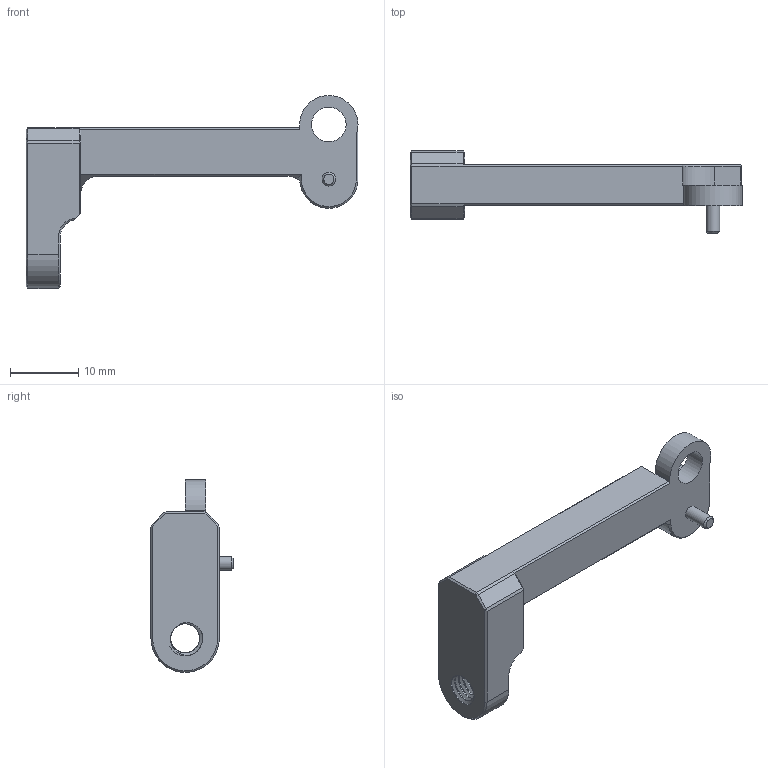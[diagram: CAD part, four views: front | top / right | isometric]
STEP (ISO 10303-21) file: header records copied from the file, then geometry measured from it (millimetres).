
FILE_DESCRIPTION(/* description */ (''),/* implementation_level */ '2;1');
FILE_NAME(/* name */ 'Ohlins TTX Linear Potentiometer Bracket.step',/* time_stamp */ '2020-09-16T20:40:13-07:00',/* author */ (''),/* organization */ (''),/* preprocessor_version */ 'ST-DEVELOPER v18.1',/* originating_system */ 'Autodesk Translation Framework v9.3.0.1241',/* authorisation */ '');
FILE_SCHEMA (('AUTOMOTIVE_DESIGN { 1 0 10303 214 3 1 1 }'));
Length unit declared in the file: millimetre
Products named in the file (1): Ohlins TTX Linear Potentiometer Bracket
Bounding box: 48.51 x 12 x 28.2 mm (x, y, z)
Volume: 3286.9 mm3; surface area: 2164.8 mm2
Topology: 1 solids, 1 shells, 84 faces, 210 edges, 129 vertices
Faces by surface type: plane 48, cylinder 24, cone 10, bspline 2
Full cylindrical faces by diameter (mm): 2 x1, 4.234 x3, 5.05 x1, 5.12 x1
Entity records: 3522 total; most frequent: CARTESIAN_POINT 1544, ORIENTED_EDGE 420, DIRECTION 375, EDGE_CURVE 210, LINE 133, VECTOR 133, VERTEX_POINT 129, AXIS2_PLACEMENT_3D 121
